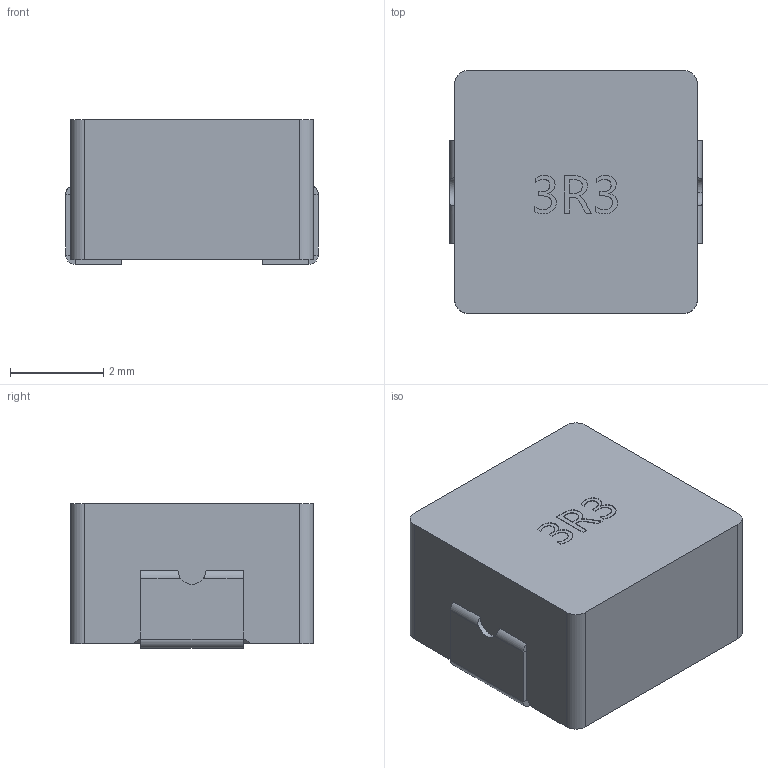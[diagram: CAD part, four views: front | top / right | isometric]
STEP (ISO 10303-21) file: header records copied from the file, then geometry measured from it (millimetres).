
FILE_DESCRIPTION (( 'STEP AP214' ), '1' );
FILE_NAME ('IND-SMD_0503.STEP', '2023-05-31T01:45:58', ( '' ), ( '' ), 'SwSTEP 2.0', 'SolidWorks 2019', '' );
FILE_SCHEMA (( 'AUTOMOTIVE_DESIGN' ));
Length unit declared in the file: millimetre
Products named in the file (1): IND-SMD_0503
Bounding box: 5.4 x 5.2 x 3.1 mm (x, y, z)
Volume: 81.9 mm3; surface area: 118.4 mm2
Topology: 1 solids, 1 shells, 107 faces, 287 edges, 186 vertices
Faces by surface type: plane 64, bspline 30, cylinder 13
Entity records: 6202 total; most frequent: CARTESIAN_POINT 2515, ORIENTED_EDGE 574, DIRECTION 401, EDGE_CURVE 287, LINE 201, VECTOR 201, VERTEX_POINT 186, EDGE_LOOP 111
